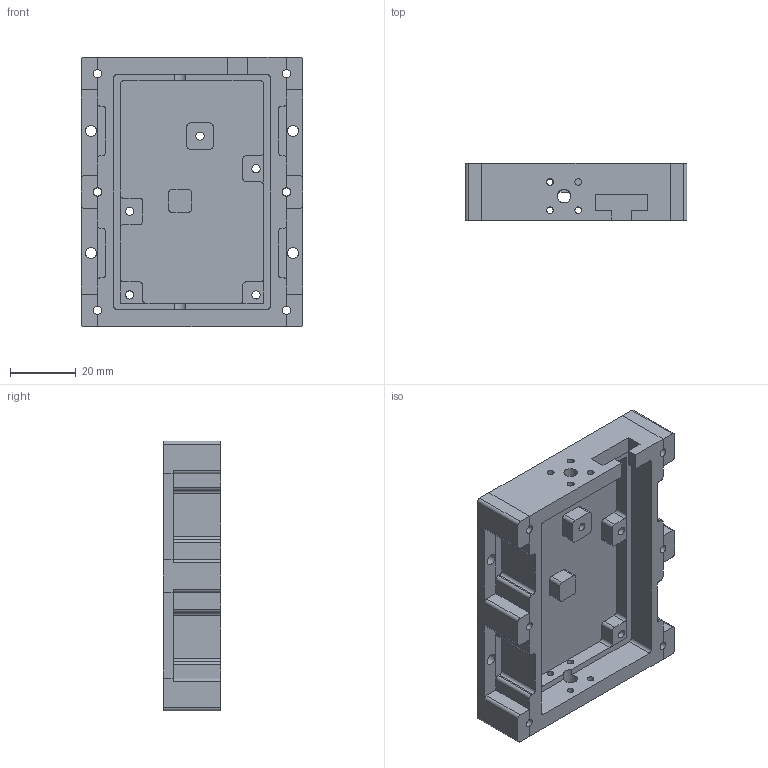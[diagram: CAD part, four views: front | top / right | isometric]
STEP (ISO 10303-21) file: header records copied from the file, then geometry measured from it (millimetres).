
FILE_DESCRIPTION(('FreeCAD Model'),'2;1');
FILE_NAME('Open CASCADE Shape Model','2024-02-09T00:48:40',(''),(''), 'Open CASCADE STEP processor 7.6','FreeCAD','Unknown');
FILE_SCHEMA(('AUTOMOTIVE_DESIGN { 1 0 10303 214 1 1 1 1 }'));
Length unit declared in the file: millimetre
Products named in the file (1): Body
Bounding box: 67.68 x 17.5 x 82.32 mm (x, y, z)
Volume: 44413.3 mm3; surface area: 21942.2 mm2
Topology: 1 solids, 1 shells, 195 faces, 593 edges, 388 vertices
Faces by surface type: plane 114, cylinder 81
Full cylindrical faces by diameter (mm): 2.05 x8, 2.5 x11, 3.4 x4, 4.14 x2
Entity records: 6783 total; most frequent: ORIENTED_EDGE 1186, CARTESIAN_POINT 1177, DIRECTION 1175, EDGE_CURVE 593, LINE 403, VECTOR 403, VERTEX_POINT 388, AXIS2_PLACEMENT_3D 386
